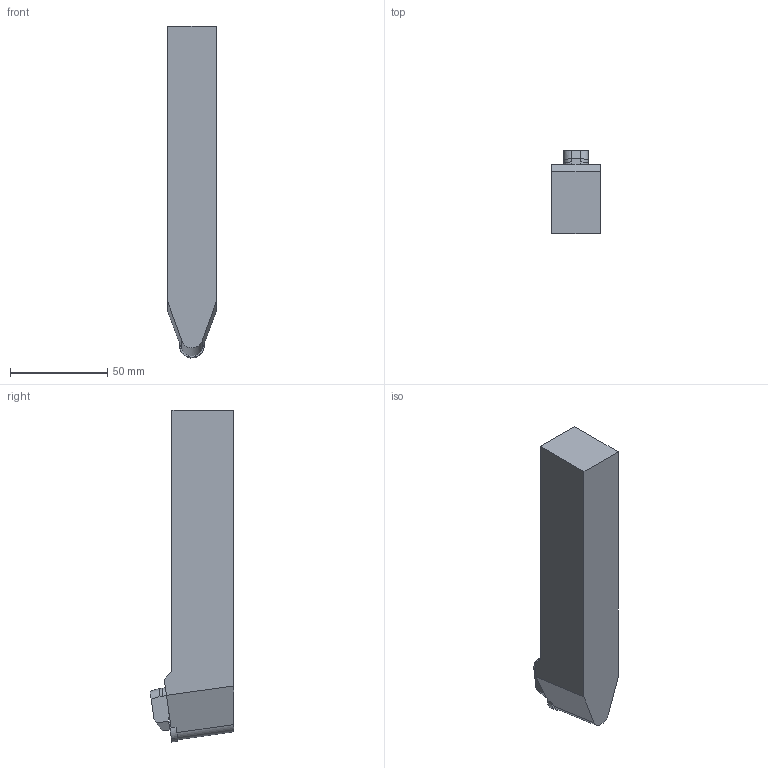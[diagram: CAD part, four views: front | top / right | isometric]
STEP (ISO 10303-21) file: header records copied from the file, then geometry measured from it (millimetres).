
FILE_DESCRIPTION(/* description */ (''),/* implementation_level */ '2;1');
FILE_NAME(/* name */ '1516634333850.stp',/* time_stamp */ '2018-01-22T16:18:58+01:00',/* author */ (''),/* organization */ ('SMS'),/* preprocessor_version */ 'ST-DEVELOPER v15',/* originating_system */ 'SIEMENS PLM Software NX 8.5',/* authorisation */ '');
FILE_SCHEMA (('AUTOMOTIVE_DESIGN { 1 0 10303 214 3 1 1 1 }'));
Length unit declared in the file: millimetre
Products named in the file (4): ASSEMBLY_CONSTRUCTION; 201378886mod000_00; 201400610mod000_00; 201400612mod000_00
Assembly tree (3 placements, depth 2):
  201400612mod000_00
    201400610mod000_00
    201378886mod000_00
    ASSEMBLY_CONSTRUCTION
Bounding box: 24.9 x 43.18 x 170.98 mm (x, y, z)
Volume: 130301.7 mm3; surface area: 20885.4 mm2
Topology: 2 solids, 2 shells, 39 faces, 102 edges, 76 vertices
Faces by surface type: plane 27, cylinder 8, extrusion 4
Entity records: 1555 total; most frequent: CARTESIAN_POINT 404, DIRECTION 210, ORIENTED_EDGE 202, EDGE_CURVE 101, VECTOR 84, LINE 80, VERTEX_POINT 67, AXIS2_PLACEMENT_3D 63
